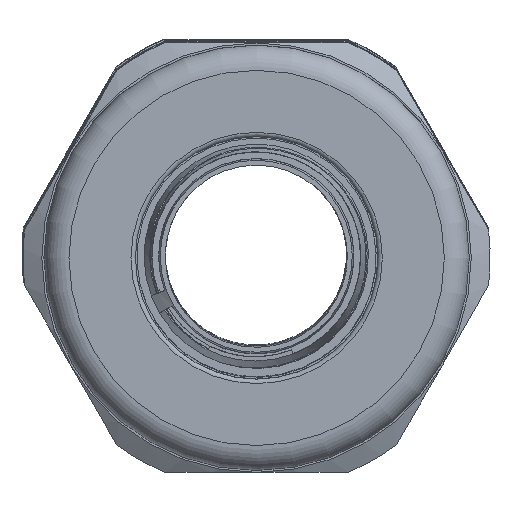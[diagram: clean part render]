
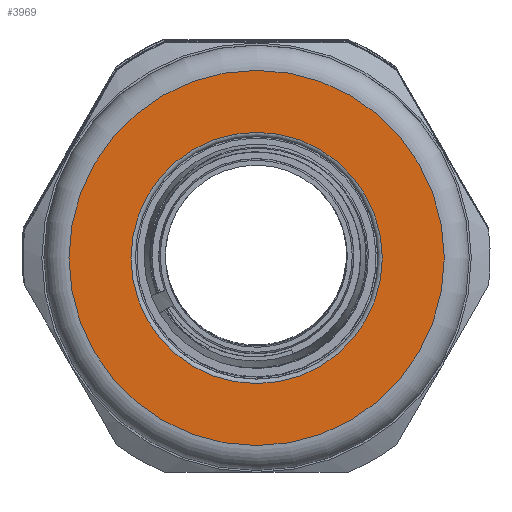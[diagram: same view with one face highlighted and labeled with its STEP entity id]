
A CAD part, left-side view. The second image highlights one B-rep face of the part: STEP entity #3969.
In plain terms, the highlighted face is planar.
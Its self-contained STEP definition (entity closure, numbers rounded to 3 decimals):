
#237=PLANE('',#4423);
#737=FACE_BOUND('',#1222,.T.);
#911=FACE_OUTER_BOUND('',#1221,.T.);
#1221=EDGE_LOOP('',(#3100));
#1222=EDGE_LOOP('',(#3101));
#1578=CIRCLE('',#4422,8.485);
#1579=CIRCLE('',#4424,12.67);
#1931=VERTEX_POINT('',#9630);
#1932=VERTEX_POINT('',#9633);
#2372=EDGE_CURVE('',#1931,#1931,#1578,.T.);
#2373=EDGE_CURVE('',#1932,#1932,#1579,.T.);
#3100=ORIENTED_EDGE('',*,*,#2373,.F.);
#3101=ORIENTED_EDGE('',*,*,#2372,.T.);
#3969=ADVANCED_FACE('',(#911,#737),#237,.T.);
#4422=AXIS2_PLACEMENT_3D('',#9631,#5145,#5146);
#4423=AXIS2_PLACEMENT_3D('',#9632,#5147,#5148);
#4424=AXIS2_PLACEMENT_3D('',#9634,#5149,#5150);
#5145=DIRECTION('center_axis',(1.,0.,0.));
#5146=DIRECTION('ref_axis',(0.,0.,-1.));
#5147=DIRECTION('center_axis',(-1.,0.,0.));
#5148=DIRECTION('ref_axis',(0.,0.,1.));
#5149=DIRECTION('center_axis',(1.,0.,0.));
#5150=DIRECTION('ref_axis',(0.,0.,-1.));
#9630=CARTESIAN_POINT('',(-13.52,8.485,0.));
#9631=CARTESIAN_POINT('Origin',(-13.52,0.,0.));
#9632=CARTESIAN_POINT('Origin',(-13.52,12.67,0.));
#9633=CARTESIAN_POINT('',(-13.52,12.67,0.));
#9634=CARTESIAN_POINT('Origin',(-13.52,0.,0.));
